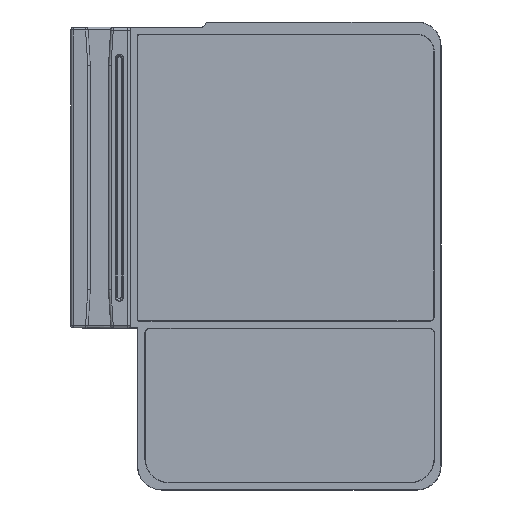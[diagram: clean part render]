
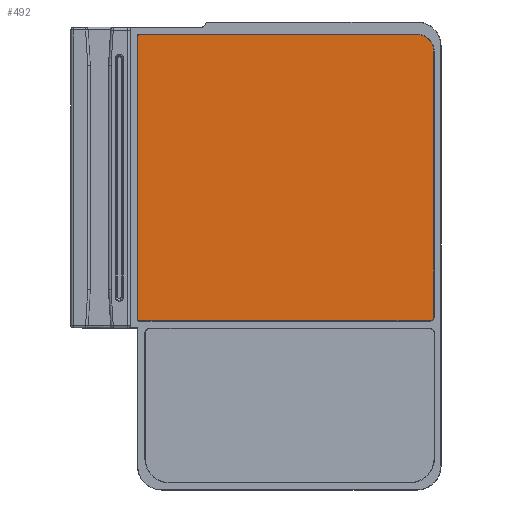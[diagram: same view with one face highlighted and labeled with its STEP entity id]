
A CAD part, front view. The second image highlights one B-rep face of the part: STEP entity #492.
In plain terms, the highlighted planar face has unit normal (0, -1, 0).
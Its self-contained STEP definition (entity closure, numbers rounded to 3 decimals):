
#208=PLANE('',#3262);
#291=ELLIPSE('',#2979,1.008,1.);
#309=ELLIPSE('',#3043,0.302,0.3);
#311=ELLIPSE('',#3046,0.302,0.3);
#492=ADVANCED_FACE('',(#674),#208,.F.);
#674=FACE_OUTER_BOUND('',#853,.T.);
#853=EDGE_LOOP('',(#2018,#2019,#2020,#2021,#2022,#2023,#2024,#2025));
#971=LINE('',#4543,#1222);
#976=LINE('',#4558,#1227);
#1103=LINE('',#4970,#1354);
#1104=LINE('',#4971,#1355);
#1222=VECTOR('',#3633,1.);
#1227=VECTOR('',#3650,1.);
#1354=VECTOR('',#4115,1.);
#1355=VECTOR('',#4116,1.);
#2018=ORIENTED_EDGE('',*,*,#2617,.T.);
#2019=ORIENTED_EDGE('',*,*,#2472,.T.);
#2020=ORIENTED_EDGE('',*,*,#2824,.F.);
#2021=ORIENTED_EDGE('',*,*,#2611,.F.);
#2022=ORIENTED_EDGE('',*,*,#2609,.F.);
#2023=ORIENTED_EDGE('',*,*,#2560,.T.);
#2024=ORIENTED_EDGE('',*,*,#2825,.F.);
#2025=ORIENTED_EDGE('',*,*,#2564,.T.);
#2221=VERTEX_POINT('',#4256);
#2222=VERTEX_POINT('',#4258);
#2289=VERTEX_POINT('',#4441);
#2290=VERTEX_POINT('',#4443);
#2293=VERTEX_POINT('',#4450);
#2294=VERTEX_POINT('',#4452);
#2321=VERTEX_POINT('',#4544);
#2322=VERTEX_POINT('',#4548);
#2472=EDGE_CURVE('',#2222,#2221,#291,.T.);
#2560=EDGE_CURVE('',#2290,#2289,#309,.T.);
#2564=EDGE_CURVE('',#2294,#2293,#311,.T.);
#2609=EDGE_CURVE('',#2290,#2321,#971,.T.);
#2611=EDGE_CURVE('',#2321,#2322,#2905,.T.);
#2617=EDGE_CURVE('',#2293,#2222,#976,.T.);
#2824=EDGE_CURVE('',#2322,#2221,#1103,.T.);
#2825=EDGE_CURVE('',#2294,#2289,#1104,.T.);
#2905=CIRCLE('',#3088,3.523);
#2979=AXIS2_PLACEMENT_3D('',#4257,#3338,#3339);
#3043=AXIS2_PLACEMENT_3D('',#4442,#3519,#3520);
#3046=AXIS2_PLACEMENT_3D('',#4451,#3527,#3528);
#3088=AXIS2_PLACEMENT_3D('',#4547,#3637,#3638);
#3262=AXIS2_PLACEMENT_3D('',#4972,#4117,#4118);
#3338=DIRECTION('',(0.,-1.,0.));
#3339=DIRECTION('',(0.707,0.,-0.707));
#3519=DIRECTION('',(0.,-1.,0.));
#3520=DIRECTION('',(-0.707,0.,0.707));
#3527=DIRECTION('',(0.,-1.,0.));
#3528=DIRECTION('',(-0.707,0.,-0.707));
#3633=DIRECTION('',(1.,0.,0.));
#3637=DIRECTION('',(0.,1.,0.));
#3638=DIRECTION('',(0.,0.,1.));
#3650=DIRECTION('',(1.,0.,0.));
#4115=DIRECTION('',(0.,0.,-1.));
#4116=DIRECTION('',(0.,0.,1.));
#4117=DIRECTION('',(0.,1.,0.));
#4118=DIRECTION('',(0.,0.,1.));
#4256=CARTESIAN_POINT('',(83.305,-0.819,-27.485));
#4257=CARTESIAN_POINT('',(82.301,-0.819,-27.478));
#4258=CARTESIAN_POINT('',(82.309,-0.819,-28.481));
#4441=CARTESIAN_POINT('',(21.322,-0.819,31.202));
#4442=CARTESIAN_POINT('',(21.624,-0.819,31.2));
#4443=CARTESIAN_POINT('',(21.621,-0.819,31.501));
#4450=CARTESIAN_POINT('',(21.621,-0.819,-28.481));
#4451=CARTESIAN_POINT('',(21.624,-0.819,-28.18));
#4452=CARTESIAN_POINT('',(21.322,-0.819,-28.182));
#4543=CARTESIAN_POINT('',(52.314,-0.819,31.501));
#4544=CARTESIAN_POINT('',(79.781,-0.819,31.501));
#4547=CARTESIAN_POINT('',(79.782,-0.819,27.978));
#4548=CARTESIAN_POINT('',(83.305,-0.819,27.977));
#4558=CARTESIAN_POINT('',(52.314,-0.819,-28.481));
#4970=CARTESIAN_POINT('',(83.305,-0.819,1.51));
#4971=CARTESIAN_POINT('',(21.322,-0.819,-28.49));
#4972=CARTESIAN_POINT('',(52.314,-0.819,1.51));
